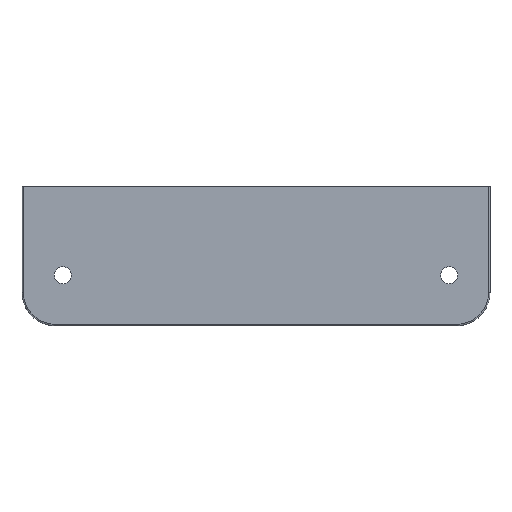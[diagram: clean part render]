
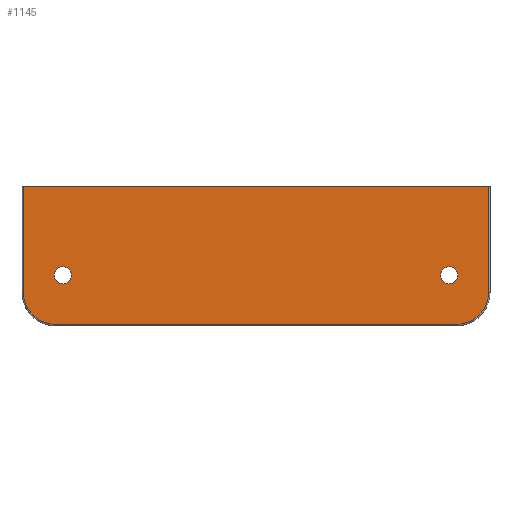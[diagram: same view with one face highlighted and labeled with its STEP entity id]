
A CAD part, front view. The second image highlights one B-rep face of the part: STEP entity #1145.
In plain terms, the highlighted planar face has unit normal (0, -1, 0).
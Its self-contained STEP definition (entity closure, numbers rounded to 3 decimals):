
#7 = AXIS2_PLACEMENT_3D ( 'NONE', #1408, #1271, #832 ) ;
#26 = VERTEX_POINT ( 'NONE', #1653 ) ;
#35 = DIRECTION ( 'NONE',  ( 1., 0., 0. ) ) ;
#48 = CARTESIAN_POINT ( 'NONE',  ( 26., 0., -2.6 ) ) ;
#50 = ORIENTED_EDGE ( 'NONE', *, *, #985, .T. ) ;
#86 = DIRECTION ( 'NONE',  ( 0., 0., 1. ) ) ;
#104 = EDGE_LOOP ( 'NONE', ( #50, #1440 ) ) ;
#122 = VERTEX_POINT ( 'NONE', #366 ) ;
#131 = AXIS2_PLACEMENT_3D ( 'NONE', #1772, #1202, #900 ) ;
#133 = LINE ( 'NONE', #1079, #1668 ) ;
#138 = EDGE_CURVE ( 'NONE', #1267, #699, #879, .T. ) ;
#148 = CARTESIAN_POINT ( 'NONE',  ( 31.3, 0., 9.4 ) ) ;
#151 = VERTEX_POINT ( 'NONE', #810 ) ;
#153 = CARTESIAN_POINT ( 'NONE',  ( -27., 0., -4.9 ) ) ;
#161 = DIRECTION ( 'NONE',  ( 0., 1., 0. ) ) ;
#261 = ORIENTED_EDGE ( 'NONE', *, *, #685, .T. ) ;
#289 = CARTESIAN_POINT ( 'NONE',  ( -26., 0., -2.6 ) ) ;
#296 = DIRECTION ( 'NONE',  ( 0., 0., 1. ) ) ;
#312 = LINE ( 'NONE', #148, #1714 ) ;
#343 = VECTOR ( 'NONE', #1545, 1000. ) ;
#344 = CARTESIAN_POINT ( 'NONE',  ( -27., 0., -9.2 ) ) ;
#366 = CARTESIAN_POINT ( 'NONE',  ( 31.3, 0., 9.4 ) ) ;
#390 = CARTESIAN_POINT ( 'NONE',  ( 27., 0., -9.2 ) ) ;
#395 = PLANE ( 'NONE',  #610 ) ;
#445 = DIRECTION ( 'NONE',  ( 0., 0., 1. ) ) ;
#459 = DIRECTION ( 'NONE',  ( 0., 0., -1. ) ) ;
#462 = CARTESIAN_POINT ( 'NONE',  ( -31.5, 0., 9.4 ) ) ;
#495 = EDGE_CURVE ( 'NONE', #26, #122, #1244, .T. ) ;
#504 = CARTESIAN_POINT ( 'NONE',  ( 31.3, 0., -4.9 ) ) ;
#526 = CIRCLE ( 'NONE', #131, 1.15 ) ;
#530 = DIRECTION ( 'NONE',  ( 0., 1., 0. ) ) ;
#536 = CARTESIAN_POINT ( 'NONE',  ( 26., 0., -1.45 ) ) ;
#538 = FACE_BOUND ( 'NONE', #104, .T. ) ;
#564 = AXIS2_PLACEMENT_3D ( 'NONE', #289, #1204, #445 ) ;
#581 = CIRCLE ( 'NONE', #564, 1.15 ) ;
#587 = CARTESIAN_POINT ( 'NONE',  ( -26., 0., -1.45 ) ) ;
#610 = AXIS2_PLACEMENT_3D ( 'NONE', #735, #1860, #86 ) ;
#627 = ORIENTED_EDGE ( 'NONE', *, *, #138, .T. ) ;
#630 = FACE_BOUND ( 'NONE', #1066, .T. ) ;
#676 = CIRCLE ( 'NONE', #1083, 1.15 ) ;
#685 = EDGE_CURVE ( 'NONE', #1114, #1267, #876, .T. ) ;
#699 = VERTEX_POINT ( 'NONE', #504 ) ;
#730 = DIRECTION ( 'NONE',  ( 0., -1., 0. ) ) ;
#735 = CARTESIAN_POINT ( 'NONE',  ( 0., 0., 0. ) ) ;
#758 = CIRCLE ( 'NONE', #1467, 1.15 ) ;
#772 = CARTESIAN_POINT ( 'NONE',  ( 26., 0., -3.75 ) ) ;
#808 = ORIENTED_EDGE ( 'NONE', *, *, #1569, .T. ) ;
#810 = CARTESIAN_POINT ( 'NONE',  ( -31.3, 0., -4.9 ) ) ;
#832 = DIRECTION ( 'NONE',  ( 0., 0., 1. ) ) ;
#876 = LINE ( 'NONE', #951, #1816 ) ;
#879 = CIRCLE ( 'NONE', #7, 4.3 ) ;
#900 = DIRECTION ( 'NONE',  ( 0., 0., 1. ) ) ;
#931 = ORIENTED_EDGE ( 'NONE', *, *, #1152, .T. ) ;
#951 = CARTESIAN_POINT ( 'NONE',  ( 27., 0., -9.2 ) ) ;
#974 = EDGE_LOOP ( 'NONE', ( #627, #1281, #1559, #931, #1360, #261 ) ) ;
#985 = EDGE_CURVE ( 'NONE', #1319, #1829, #676, .T. ) ;
#1059 = AXIS2_PLACEMENT_3D ( 'NONE', #153, #730, #1901 ) ;
#1063 = DIRECTION ( 'NONE',  ( 0., 0., 1. ) ) ;
#1066 = EDGE_LOOP ( 'NONE', ( #1778, #808 ) ) ;
#1079 = CARTESIAN_POINT ( 'NONE',  ( -31.3, 0., -4.9 ) ) ;
#1083 = AXIS2_PLACEMENT_3D ( 'NONE', #48, #530, #1105 ) ;
#1086 = CARTESIAN_POINT ( 'NONE',  ( -26., 0., -3.75 ) ) ;
#1105 = DIRECTION ( 'NONE',  ( 0., 0., 1. ) ) ;
#1114 = VERTEX_POINT ( 'NONE', #344 ) ;
#1145 = ADVANCED_FACE ( 'NONE', ( #630, #538, #1427 ), #395, .F. ) ;
#1152 = EDGE_CURVE ( 'NONE', #26, #151, #133, .T. ) ;
#1202 = DIRECTION ( 'NONE',  ( 0., 1., 0. ) ) ;
#1204 = DIRECTION ( 'NONE',  ( 0., 1., 0. ) ) ;
#1244 = LINE ( 'NONE', #462, #343 ) ;
#1267 = VERTEX_POINT ( 'NONE', #390 ) ;
#1271 = DIRECTION ( 'NONE',  ( 0., -1., 0. ) ) ;
#1281 = ORIENTED_EDGE ( 'NONE', *, *, #1583, .T. ) ;
#1319 = VERTEX_POINT ( 'NONE', #536 ) ;
#1360 = ORIENTED_EDGE ( 'NONE', *, *, #1798, .T. ) ;
#1408 = CARTESIAN_POINT ( 'NONE',  ( 27., 0., -4.9 ) ) ;
#1427 = FACE_OUTER_BOUND ( 'NONE', #974, .T. ) ;
#1440 = ORIENTED_EDGE ( 'NONE', *, *, #1776, .T. ) ;
#1467 = AXIS2_PLACEMENT_3D ( 'NONE', #1525, #161, #1063 ) ;
#1525 = CARTESIAN_POINT ( 'NONE',  ( -26., 0., -2.6 ) ) ;
#1545 = DIRECTION ( 'NONE',  ( 1., 0., 0. ) ) ;
#1559 = ORIENTED_EDGE ( 'NONE', *, *, #495, .F. ) ;
#1569 = EDGE_CURVE ( 'NONE', #1623, #1729, #581, .T. ) ;
#1583 = EDGE_CURVE ( 'NONE', #699, #122, #312, .T. ) ;
#1623 = VERTEX_POINT ( 'NONE', #1086 ) ;
#1653 = CARTESIAN_POINT ( 'NONE',  ( -31.3, 0., 9.4 ) ) ;
#1668 = VECTOR ( 'NONE', #459, 1000. ) ;
#1714 = VECTOR ( 'NONE', #296, 1000. ) ;
#1729 = VERTEX_POINT ( 'NONE', #587 ) ;
#1772 = CARTESIAN_POINT ( 'NONE',  ( 26., 0., -2.6 ) ) ;
#1776 = EDGE_CURVE ( 'NONE', #1829, #1319, #526, .T. ) ;
#1778 = ORIENTED_EDGE ( 'NONE', *, *, #1840, .T. ) ;
#1798 = EDGE_CURVE ( 'NONE', #151, #1114, #1800, .T. ) ;
#1800 = CIRCLE ( 'NONE', #1059, 4.3 ) ;
#1816 = VECTOR ( 'NONE', #35, 1000. ) ;
#1829 = VERTEX_POINT ( 'NONE', #772 ) ;
#1840 = EDGE_CURVE ( 'NONE', #1729, #1623, #758, .T. ) ;
#1860 = DIRECTION ( 'NONE',  ( 0., 1., 0. ) ) ;
#1901 = DIRECTION ( 'NONE',  ( 0., 0., 1. ) ) ;
